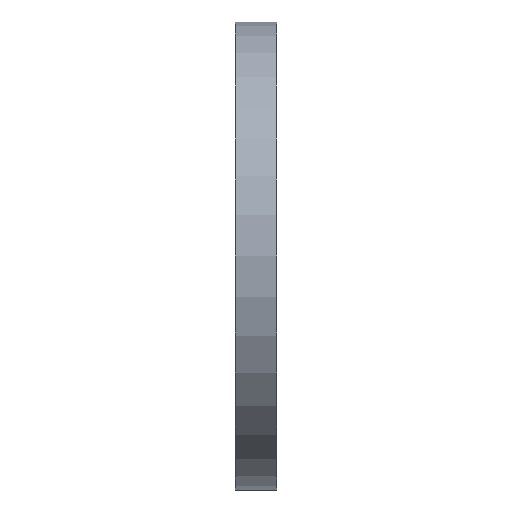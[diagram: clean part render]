
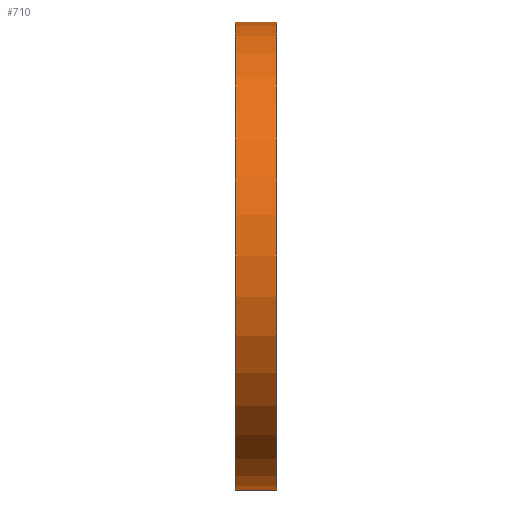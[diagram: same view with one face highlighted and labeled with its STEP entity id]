
A CAD part, left-side view. The second image highlights one B-rep face of the part: STEP entity #710.
In plain terms, the highlighted cylindrical face has radius 125 mm (diameter 250 mm), a partial arc.
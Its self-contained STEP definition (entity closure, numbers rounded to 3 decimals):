
#4 = FACE_OUTER_BOUND ( 'NONE', #705, .T. ) ;
#24 = EDGE_CURVE ( 'NONE', #226, #621, #58, .T. ) ;
#37 = VERTEX_POINT ( 'NONE', #567 ) ;
#58 = LINE ( 'NONE', #625, #297 ) ;
#105 = VERTEX_POINT ( 'NONE', #757 ) ;
#107 = EDGE_CURVE ( 'NONE', #226, #105, #477, .T. ) ;
#219 = AXIS2_PLACEMENT_3D ( 'NONE', #404, #639, #589 ) ;
#225 = CARTESIAN_POINT ( 'NONE',  ( 0., 22., 0. ) ) ;
#226 = VERTEX_POINT ( 'NONE', #535 ) ;
#231 = CIRCLE ( 'NONE', #527, 125. ) ;
#249 = DIRECTION ( 'NONE',  ( 0., -1., 0. ) ) ;
#263 = ORIENTED_EDGE ( 'NONE', *, *, #299, .T. ) ;
#291 = ORIENTED_EDGE ( 'NONE', *, *, #24, .T. ) ;
#296 = CARTESIAN_POINT ( 'NONE',  ( 0., 22., 125. ) ) ;
#297 = VECTOR ( 'NONE', #398, 1000. ) ;
#299 = EDGE_CURVE ( 'NONE', #621, #37, #231, .T. ) ;
#325 = ORIENTED_EDGE ( 'NONE', *, *, #645, .F. ) ;
#360 = CARTESIAN_POINT ( 'NONE',  ( 0., 0., 0. ) ) ;
#368 = DIRECTION ( 'NONE',  ( 0., 1., 0. ) ) ;
#398 = DIRECTION ( 'NONE',  ( 0., -1., 0. ) ) ;
#404 = CARTESIAN_POINT ( 'NONE',  ( 0., 22., 0. ) ) ;
#442 = ORIENTED_EDGE ( 'NONE', *, *, #107, .F. ) ;
#461 = DIRECTION ( 'NONE',  ( 0., 1., 0. ) ) ;
#477 = CIRCLE ( 'NONE', #573, 125. ) ;
#481 = DIRECTION ( 'NONE',  ( 0., 0., 1. ) ) ;
#527 = AXIS2_PLACEMENT_3D ( 'NONE', #360, #368, #481 ) ;
#530 = LINE ( 'NONE', #296, #762 ) ;
#535 = CARTESIAN_POINT ( 'NONE',  ( 0., 22., -125. ) ) ;
#567 = CARTESIAN_POINT ( 'NONE',  ( 0., 0., 125. ) ) ;
#573 = AXIS2_PLACEMENT_3D ( 'NONE', #225, #461, #581 ) ;
#581 = DIRECTION ( 'NONE',  ( 0., 0., 1. ) ) ;
#589 = DIRECTION ( 'NONE',  ( 0., 0., -1. ) ) ;
#621 = VERTEX_POINT ( 'NONE', #709 ) ;
#625 = CARTESIAN_POINT ( 'NONE',  ( 0., 22., -125. ) ) ;
#639 = DIRECTION ( 'NONE',  ( 0., -1., 0. ) ) ;
#645 = EDGE_CURVE ( 'NONE', #105, #37, #530, .T. ) ;
#705 = EDGE_LOOP ( 'NONE', ( #325, #442, #291, #263 ) ) ;
#709 = CARTESIAN_POINT ( 'NONE',  ( 0., 0., -125. ) ) ;
#710 = ADVANCED_FACE ( 'NONE', ( #4 ), #718, .T. ) ;
#718 = CYLINDRICAL_SURFACE ( 'NONE', #219, 125. ) ;
#757 = CARTESIAN_POINT ( 'NONE',  ( 0., 22., 125. ) ) ;
#762 = VECTOR ( 'NONE', #249, 1000. ) ;
